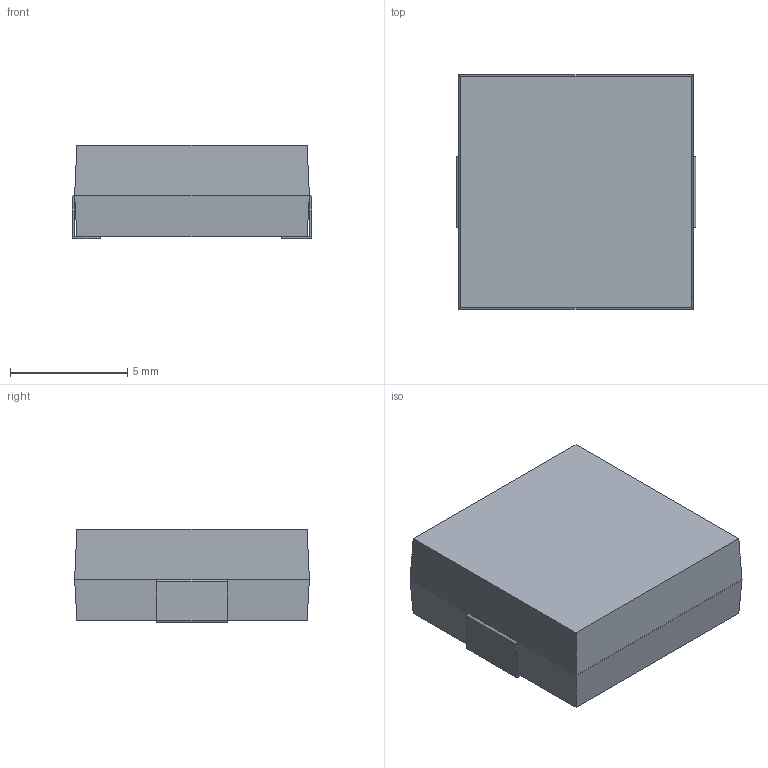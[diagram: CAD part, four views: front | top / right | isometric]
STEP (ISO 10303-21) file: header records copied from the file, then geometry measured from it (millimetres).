
FILE_DESCRIPTION (( 'STEP AP214' ), '1' );
FILE_NAME ('Inductor_5.2u.stp', '2021-07-14T03:24:00', ( '' ), ( '' ), 'SwSTEP 2.0', 'SolidWorks 2020', '' );
FILE_SCHEMA (( 'AUTOMOTIVE_DESIGN' ));
Length unit declared in the file: centimetre
Products named in the file (4): FilletPin1.stp.stp; FilletPin2.stp.stp; Inductor_5.2u; Chamfer.stp.stp
Assembly tree (3 placements, depth 2):
  Inductor_5.2u
    Chamfer.stp.stp
    FilletPin1.stp.stp
    FilletPin2.stp.stp
Bounding box: 10.2 x 10 x 4 mm (x, y, z)
Volume: 384.9 mm3; surface area: 397.9 mm2
Topology: 3 solids, 3 shells, 38 faces, 88 edges, 56 vertices
Faces by surface type: plane 34, cylinder 4
Entity records: 1210 total; most frequent: CARTESIAN_POINT 188, DIRECTION 184, ORIENTED_EDGE 176, EDGE_CURVE 88, VECTOR 80, LINE 80, VERTEX_POINT 56, AXIS2_PLACEMENT_3D 52
